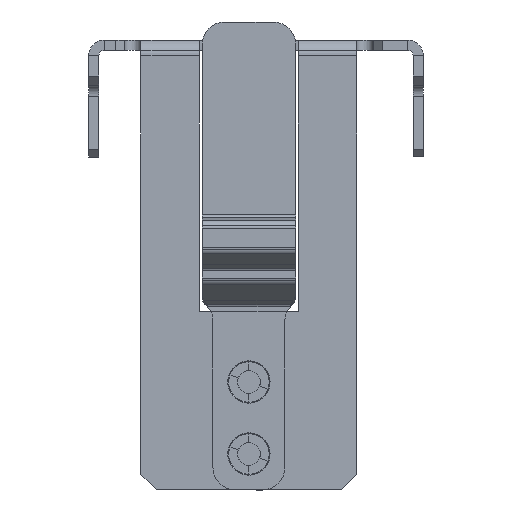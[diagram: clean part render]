
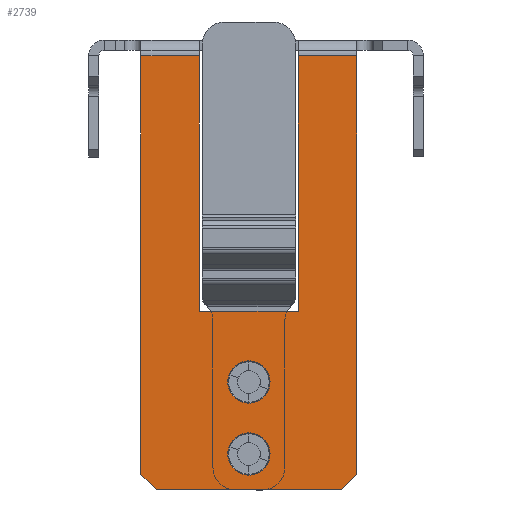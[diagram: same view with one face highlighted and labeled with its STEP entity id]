
A CAD part, left-side view. The second image highlights one B-rep face of the part: STEP entity #2739.
In plain terms, the highlighted planar face has unit normal (-1, 0, 0).
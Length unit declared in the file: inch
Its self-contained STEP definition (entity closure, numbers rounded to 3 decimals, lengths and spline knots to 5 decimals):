
#47 = DIRECTION ( 'NONE',  ( 0., 0.707, -0.707 ) ) ;
#105 = LINE ( 'NONE', #4838, #3589 ) ;
#165 = VERTEX_POINT ( 'NONE', #944 ) ;
#204 = CARTESIAN_POINT ( 'NONE',  ( -10.6, 0., -2.444 ) ) ;
#209 = ORIENTED_EDGE ( 'NONE', *, *, #4704, .F. ) ;
#230 = LINE ( 'NONE', #4527, #1833 ) ;
#298 = ORIENTED_EDGE ( 'NONE', *, *, #4257, .T. ) ;
#355 = EDGE_CURVE ( 'NONE', #673, #1373, #460, .T. ) ;
#381 = DIRECTION ( 'NONE',  ( 0., 0., 1. ) ) ;
#382 = VECTOR ( 'NONE', #2376, 39.37008 ) ;
#390 = DIRECTION ( 'NONE',  ( 0., 0., 1. ) ) ;
#460 = LINE ( 'NONE', #204, #5200 ) ;
#550 = CIRCLE ( 'NONE', #4992, 0.1175 ) ;
#646 = CARTESIAN_POINT ( 'NONE',  ( -10.6, 0.03937, -1.844 ) ) ;
#665 = CARTESIAN_POINT ( 'NONE',  ( -10.6, 0.03937, -1.844 ) ) ;
#673 = VERTEX_POINT ( 'NONE', #1829 ) ;
#694 = VECTOR ( 'NONE', #4545, 39.37008 ) ;
#749 = LINE ( 'NONE', #3809, #2853 ) ;
#924 = VERTEX_POINT ( 'NONE', #2684 ) ;
#944 = CARTESIAN_POINT ( 'NONE',  ( -10.6, -0.56063, -2.359 ) ) ;
#1003 = CIRCLE ( 'NONE', #3071, 0.1175 ) ;
#1069 = DIRECTION ( 'NONE',  ( 0., 1., 0. ) ) ;
#1078 = DIRECTION ( 'NONE',  ( 0., 0.707, 0.707 ) ) ;
#1116 = LINE ( 'NONE', #2368, #694 ) ;
#1122 = DIRECTION ( 'NONE',  ( 0., 0., 1. ) ) ;
#1244 = CARTESIAN_POINT ( 'NONE',  ( -10.6, 0.03937, -2.244 ) ) ;
#1257 = CARTESIAN_POINT ( 'NONE',  ( -10.6, -0.23563, -1.452 ) ) ;
#1267 = ORIENTED_EDGE ( 'NONE', *, *, #5296, .T. ) ;
#1351 = EDGE_CURVE ( 'NONE', #165, #673, #230, .T. ) ;
#1373 = VERTEX_POINT ( 'NONE', #3643 ) ;
#1384 = CARTESIAN_POINT ( 'NONE',  ( -10.6, -0.23563, -0.032 ) ) ;
#1409 = EDGE_LOOP ( 'NONE', ( #2370, #5771 ) ) ;
#1448 = EDGE_LOOP ( 'NONE', ( #4076, #3686 ) ) ;
#1495 = CARTESIAN_POINT ( 'NONE',  ( -10.6, 0.63937, -0.032 ) ) ;
#1518 = DIRECTION ( 'NONE',  ( 1., 0., 0. ) ) ;
#1693 = VERTEX_POINT ( 'NONE', #2306 ) ;
#1700 = LINE ( 'NONE', #1495, #382 ) ;
#1829 = CARTESIAN_POINT ( 'NONE',  ( -10.6, -0.47563, -2.444 ) ) ;
#1833 = VECTOR ( 'NONE', #47, 39.37008 ) ;
#1918 = EDGE_CURVE ( 'NONE', #1693, #4756, #5539, .T. ) ;
#1946 = VERTEX_POINT ( 'NONE', #2004 ) ;
#2003 = VERTEX_POINT ( 'NONE', #2077 ) ;
#2004 = CARTESIAN_POINT ( 'NONE',  ( -10.6, 0.31437, -0.032 ) ) ;
#2077 = CARTESIAN_POINT ( 'NONE',  ( -10.6, 0.63937, -0.032 ) ) ;
#2095 = DIRECTION ( 'NONE',  ( 0., 1., 0. ) ) ;
#2102 = EDGE_CURVE ( 'NONE', #4756, #1693, #4975, .T. ) ;
#2171 = DIRECTION ( 'NONE',  ( 0., 0., -1. ) ) ;
#2186 = AXIS2_PLACEMENT_3D ( 'NONE', #3404, #1518, #4723 ) ;
#2197 = DIRECTION ( 'NONE',  ( 0., 0., 1. ) ) ;
#2217 = EDGE_CURVE ( 'NONE', #4655, #2003, #3298, .T. ) ;
#2306 = CARTESIAN_POINT ( 'NONE',  ( -10.6, 0.03937, -2.3615 ) ) ;
#2368 = CARTESIAN_POINT ( 'NONE',  ( -10.6, -0.23563, 0.348 ) ) ;
#2370 = ORIENTED_EDGE ( 'NONE', *, *, #1918, .F. ) ;
#2376 = DIRECTION ( 'NONE',  ( 0., 1., 0. ) ) ;
#2386 = VECTOR ( 'NONE', #2197, 39.37008 ) ;
#2396 = VERTEX_POINT ( 'NONE', #3633 ) ;
#2400 = VECTOR ( 'NONE', #381, 39.37008 ) ;
#2484 = LINE ( 'NONE', #5097, #3039 ) ;
#2489 = DIRECTION ( 'NONE',  ( 0., 0., 1. ) ) ;
#2503 = ORIENTED_EDGE ( 'NONE', *, *, #3939, .T. ) ;
#2539 = CARTESIAN_POINT ( 'NONE',  ( -10.6, 0.03937, -2.1265 ) ) ;
#2666 = ORIENTED_EDGE ( 'NONE', *, *, #4987, .T. ) ;
#2684 = CARTESIAN_POINT ( 'NONE',  ( -10.6, -0.23563, -1.452 ) ) ;
#2702 = EDGE_CURVE ( 'NONE', #1373, #4655, #749, .T. ) ;
#2703 = EDGE_CURVE ( 'NONE', #5377, #5706, #550, .T. ) ;
#2739 = ADVANCED_FACE ( 'NONE', ( #3985, #3146, #5083 ), #4675, .F. ) ;
#2778 = EDGE_LOOP ( 'NONE', ( #209, #298, #2666, #2503, #1267, #5751, #4681, #4010, #5289, #4122 ) ) ;
#2853 = VECTOR ( 'NONE', #1078, 39.37008 ) ;
#2883 = DIRECTION ( 'NONE',  ( -1., 0., 0. ) ) ;
#2943 = DIRECTION ( 'NONE',  ( -1., 0., 0. ) ) ;
#3039 = VECTOR ( 'NONE', #4247, 39.37008 ) ;
#3071 = AXIS2_PLACEMENT_3D ( 'NONE', #665, #2883, #4330 ) ;
#3146 = FACE_BOUND ( 'NONE', #1409, .T. ) ;
#3272 = VECTOR ( 'NONE', #2095, 39.37008 ) ;
#3298 = LINE ( 'NONE', #4045, #2386 ) ;
#3404 = CARTESIAN_POINT ( 'NONE',  ( -10.6, 0., 0. ) ) ;
#3552 = CARTESIAN_POINT ( 'NONE',  ( -10.6, 0.03937, -1.9615 ) ) ;
#3589 = VECTOR ( 'NONE', #2171, 39.37008 ) ;
#3633 = CARTESIAN_POINT ( 'NONE',  ( -10.6, -0.56063, -0.032 ) ) ;
#3643 = CARTESIAN_POINT ( 'NONE',  ( -10.6, 0.55437, -2.444 ) ) ;
#3686 = ORIENTED_EDGE ( 'NONE', *, *, #4331, .F. ) ;
#3809 = CARTESIAN_POINT ( 'NONE',  ( -10.6, 0.63937, -2.359 ) ) ;
#3864 = CARTESIAN_POINT ( 'NONE',  ( -10.6, 0.03937, -1.7265 ) ) ;
#3939 = EDGE_CURVE ( 'NONE', #924, #5455, #5207, .T. ) ;
#3985 = FACE_BOUND ( 'NONE', #1448, .T. ) ;
#4010 = ORIENTED_EDGE ( 'NONE', *, *, #2702, .F. ) ;
#4045 = CARTESIAN_POINT ( 'NONE',  ( -10.6, 0.63937, 0. ) ) ;
#4076 = ORIENTED_EDGE ( 'NONE', *, *, #2703, .F. ) ;
#4096 = CARTESIAN_POINT ( 'NONE',  ( -10.6, 0.31437, -1.452 ) ) ;
#4122 = ORIENTED_EDGE ( 'NONE', *, *, #1351, .F. ) ;
#4210 = DIRECTION ( 'NONE',  ( -1., 0., 0. ) ) ;
#4247 = DIRECTION ( 'NONE',  ( 0., 1., 0. ) ) ;
#4257 = EDGE_CURVE ( 'NONE', #2396, #4503, #2484, .T. ) ;
#4279 = CARTESIAN_POINT ( 'NONE',  ( -10.6, 0.63937, -2.359 ) ) ;
#4330 = DIRECTION ( 'NONE',  ( 0., 0., 1. ) ) ;
#4331 = EDGE_CURVE ( 'NONE', #5706, #5377, #1003, .T. ) ;
#4383 = DIRECTION ( 'NONE',  ( -1., 0., 0. ) ) ;
#4503 = VERTEX_POINT ( 'NONE', #1384 ) ;
#4516 = AXIS2_PLACEMENT_3D ( 'NONE', #1244, #4383, #390 ) ;
#4527 = CARTESIAN_POINT ( 'NONE',  ( -10.6, -0.47563, -2.444 ) ) ;
#4545 = DIRECTION ( 'NONE',  ( 0., 0., -1. ) ) ;
#4581 = EDGE_CURVE ( 'NONE', #1946, #2003, #1700, .T. ) ;
#4655 = VERTEX_POINT ( 'NONE', #4279 ) ;
#4675 = PLANE ( 'NONE',  #2186 ) ;
#4681 = ORIENTED_EDGE ( 'NONE', *, *, #2217, .F. ) ;
#4704 = EDGE_CURVE ( 'NONE', #2396, #165, #105, .T. ) ;
#4723 = DIRECTION ( 'NONE',  ( 0., 0., 1. ) ) ;
#4726 = CARTESIAN_POINT ( 'NONE',  ( -10.6, 0.03937, -2.244 ) ) ;
#4756 = VERTEX_POINT ( 'NONE', #2539 ) ;
#4838 = CARTESIAN_POINT ( 'NONE',  ( -10.6, -0.56063, 0. ) ) ;
#4918 = AXIS2_PLACEMENT_3D ( 'NONE', #4726, #2943, #1122 ) ;
#4975 = CIRCLE ( 'NONE', #4516, 0.1175 ) ;
#4987 = EDGE_CURVE ( 'NONE', #4503, #924, #1116, .T. ) ;
#4992 = AXIS2_PLACEMENT_3D ( 'NONE', #646, #4210, #2489 ) ;
#5050 = LINE ( 'NONE', #5169, #2400 ) ;
#5083 = FACE_OUTER_BOUND ( 'NONE', #2778, .T. ) ;
#5097 = CARTESIAN_POINT ( 'NONE',  ( -10.6, 0.63937, -0.032 ) ) ;
#5169 = CARTESIAN_POINT ( 'NONE',  ( -10.6, 0.31437, 0.348 ) ) ;
#5200 = VECTOR ( 'NONE', #1069, 39.37008 ) ;
#5207 = LINE ( 'NONE', #1257, #3272 ) ;
#5289 = ORIENTED_EDGE ( 'NONE', *, *, #355, .F. ) ;
#5296 = EDGE_CURVE ( 'NONE', #5455, #1946, #5050, .T. ) ;
#5377 = VERTEX_POINT ( 'NONE', #3552 ) ;
#5455 = VERTEX_POINT ( 'NONE', #4096 ) ;
#5539 = CIRCLE ( 'NONE', #4918, 0.1175 ) ;
#5706 = VERTEX_POINT ( 'NONE', #3864 ) ;
#5751 = ORIENTED_EDGE ( 'NONE', *, *, #4581, .T. ) ;
#5771 = ORIENTED_EDGE ( 'NONE', *, *, #2102, .F. ) ;
